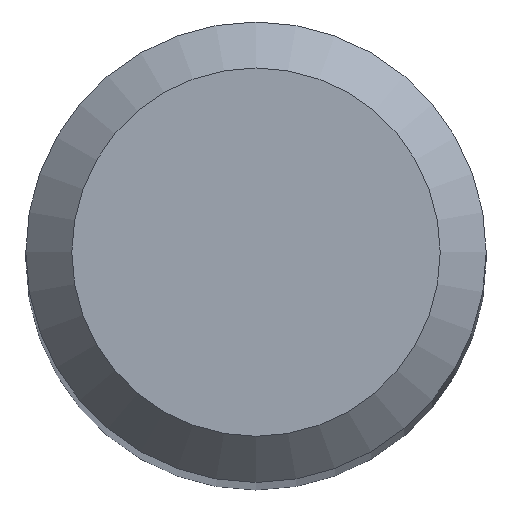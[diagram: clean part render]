
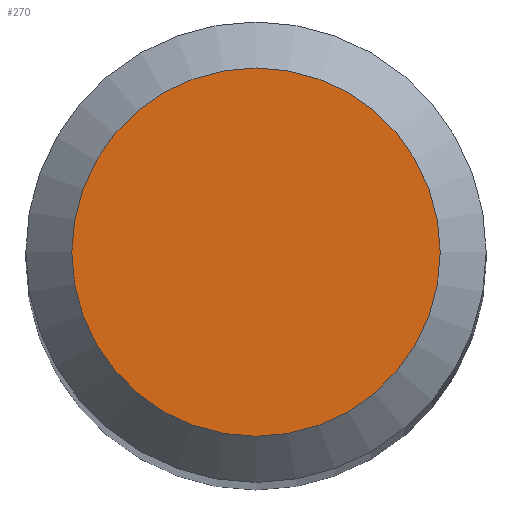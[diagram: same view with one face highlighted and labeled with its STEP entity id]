
A CAD part, top view. The second image highlights one B-rep face of the part: STEP entity #270.
In plain terms, the highlighted planar face has unit normal (0, 0, 1).
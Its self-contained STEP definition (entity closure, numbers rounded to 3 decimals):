
#14 = DIRECTION ( 'NONE',  ( 0., 1., 0. ) ) ;
#15 = PLANE ( 'NONE',  #221 ) ;
#21 = EDGE_LOOP ( 'NONE', ( #75 ) ) ;
#52 = CIRCLE ( 'NONE', #214, 1.2 ) ;
#75 = ORIENTED_EDGE ( 'NONE', *, *, #197, .F. ) ;
#87 = CARTESIAN_POINT ( 'NONE',  ( 0., 0., 50. ) ) ;
#106 = VERTEX_POINT ( 'NONE', #198 ) ;
#110 = DIRECTION ( 'NONE',  ( 0., 0., -1. ) ) ;
#197 = EDGE_CURVE ( 'NONE', #106, #106, #52, .T. ) ;
#198 = CARTESIAN_POINT ( 'NONE',  ( 0., 1.2, 50. ) ) ;
#214 = AXIS2_PLACEMENT_3D ( 'NONE', #296, #293, #14 ) ;
#221 = AXIS2_PLACEMENT_3D ( 'NONE', #87, #110, #294 ) ;
#224 = FACE_OUTER_BOUND ( 'NONE', #21, .T. ) ;
#270 = ADVANCED_FACE ( 'NONE', ( #224 ), #15, .F. ) ;
#293 = DIRECTION ( 'NONE',  ( 0., 0., -1. ) ) ;
#294 = DIRECTION ( 'NONE',  ( 0., 1., 0. ) ) ;
#296 = CARTESIAN_POINT ( 'NONE',  ( 0., 0., 50. ) ) ;
